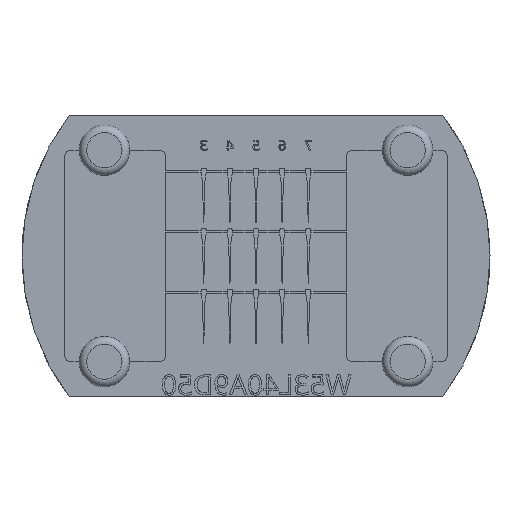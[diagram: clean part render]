
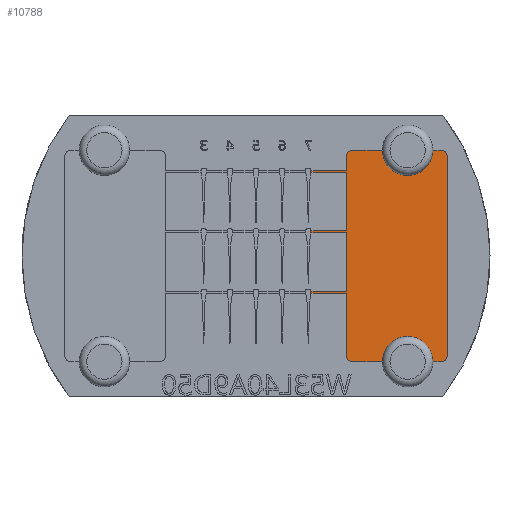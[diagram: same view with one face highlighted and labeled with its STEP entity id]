
A CAD part, top view. The second image highlights one B-rep face of the part: STEP entity #10788.
In plain terms, the highlighted planar face has unit normal (0, 0, 1).
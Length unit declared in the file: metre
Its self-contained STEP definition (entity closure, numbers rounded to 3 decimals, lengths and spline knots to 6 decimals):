
#262=PLANE('',#11564);
#560=CIRCLE('',#11298,0.0025);
#564=CIRCLE('',#11304,0.0025);
#624=CIRCLE('',#11551,0.0006);
#625=CIRCLE('',#11555,0.0006);
#626=CIRCLE('',#11558,0.0006);
#627=CIRCLE('',#11562,0.0006);
#2454=ORIENTED_EDGE('',*,*,#5131,.F.);
#2455=ORIENTED_EDGE('',*,*,#4752,.F.);
#2456=ORIENTED_EDGE('',*,*,#5133,.T.);
#2457=ORIENTED_EDGE('',*,*,#5135,.T.);
#2458=ORIENTED_EDGE('',*,*,#5137,.F.);
#2459=ORIENTED_EDGE('',*,*,#4803,.F.);
#2460=ORIENTED_EDGE('',*,*,#5138,.T.);
#2461=ORIENTED_EDGE('',*,*,#5140,.T.);
#2462=ORIENTED_EDGE('',*,*,#5142,.F.);
#2463=ORIENTED_EDGE('',*,*,#4854,.F.);
#2464=ORIENTED_EDGE('',*,*,#5143,.T.);
#2465=ORIENTED_EDGE('',*,*,#5145,.T.);
#2466=ORIENTED_EDGE('',*,*,#5148,.F.);
#2467=ORIENTED_EDGE('',*,*,#5149,.F.);
#2468=ORIENTED_EDGE('',*,*,#4705,.T.);
#2469=ORIENTED_EDGE('',*,*,#5151,.F.);
#2470=ORIENTED_EDGE('',*,*,#5153,.F.);
#2471=ORIENTED_EDGE('',*,*,#5155,.F.);
#2472=ORIENTED_EDGE('',*,*,#5157,.F.);
#2473=ORIENTED_EDGE('',*,*,#5158,.T.);
#2474=ORIENTED_EDGE('',*,*,#4698,.F.);
#2475=ORIENTED_EDGE('',*,*,#5159,.T.);
#2476=ORIENTED_EDGE('',*,*,#5162,.F.);
#2477=ORIENTED_EDGE('',*,*,#5163,.T.);
#4698=EDGE_CURVE('',#6327,#6328,#560,.T.);
#4705=EDGE_CURVE('',#6333,#6334,#564,.F.);
#4752=EDGE_CURVE('',#6364,#6365,#7276,.T.);
#4803=EDGE_CURVE('',#6398,#6399,#7327,.T.);
#4854=EDGE_CURVE('',#6432,#6433,#7378,.T.);
#5131=EDGE_CURVE('',#6365,#6562,#7597,.T.);
#5133=EDGE_CURVE('',#6364,#6563,#7599,.T.);
#5135=EDGE_CURVE('',#6563,#6564,#7601,.T.);
#5137=EDGE_CURVE('',#6399,#6564,#7603,.T.);
#5138=EDGE_CURVE('',#6398,#6565,#7604,.T.);
#5140=EDGE_CURVE('',#6565,#6566,#7606,.T.);
#5142=EDGE_CURVE('',#6433,#6566,#7608,.T.);
#5143=EDGE_CURVE('',#6432,#6567,#7609,.T.);
#5145=EDGE_CURVE('',#6567,#6568,#7611,.T.);
#5148=EDGE_CURVE('',#6569,#6568,#624,.F.);
#5149=EDGE_CURVE('',#6333,#6569,#7614,.T.);
#5151=EDGE_CURVE('',#6570,#6334,#7616,.T.);
#5153=EDGE_CURVE('',#6571,#6570,#625,.F.);
#5155=EDGE_CURVE('',#6572,#6571,#7619,.T.);
#5157=EDGE_CURVE('',#6573,#6572,#626,.F.);
#5158=EDGE_CURVE('',#6573,#6328,#7621,.T.);
#5159=EDGE_CURVE('',#6327,#6574,#7622,.T.);
#5162=EDGE_CURVE('',#6575,#6574,#627,.F.);
#5163=EDGE_CURVE('',#6575,#6562,#7625,.T.);
#6327=VERTEX_POINT('',#15828);
#6328=VERTEX_POINT('',#15830);
#6333=VERTEX_POINT('',#15844);
#6334=VERTEX_POINT('',#15845);
#6364=VERTEX_POINT('',#15930);
#6365=VERTEX_POINT('',#15932);
#6398=VERTEX_POINT('',#16024);
#6399=VERTEX_POINT('',#16026);
#6432=VERTEX_POINT('',#16118);
#6433=VERTEX_POINT('',#16120);
#6562=VERTEX_POINT('',#16686);
#6563=VERTEX_POINT('',#16690);
#6564=VERTEX_POINT('',#16694);
#6565=VERTEX_POINT('',#16700);
#6566=VERTEX_POINT('',#16704);
#6567=VERTEX_POINT('',#16710);
#6568=VERTEX_POINT('',#16714);
#6569=VERTEX_POINT('',#16718);
#6570=VERTEX_POINT('',#16724);
#6571=VERTEX_POINT('',#16728);
#6572=VERTEX_POINT('',#16732);
#6573=VERTEX_POINT('',#16736);
#6574=VERTEX_POINT('',#16742);
#6575=VERTEX_POINT('',#16746);
#7276=LINE('',#15931,#8420);
#7327=LINE('',#16025,#8471);
#7378=LINE('',#16119,#8522);
#7597=LINE('',#16685,#8741);
#7599=LINE('',#16689,#8743);
#7601=LINE('',#16693,#8745);
#7603=LINE('',#16697,#8747);
#7604=LINE('',#16699,#8748);
#7606=LINE('',#16703,#8750);
#7608=LINE('',#16707,#8752);
#7609=LINE('',#16709,#8753);
#7611=LINE('',#16713,#8755);
#7614=LINE('',#16721,#8758);
#7616=LINE('',#16725,#8760);
#7619=LINE('',#16733,#8763);
#7621=LINE('',#16739,#8765);
#7622=LINE('',#16741,#8766);
#7625=LINE('',#16749,#8769);
#8420=VECTOR('',#12596,1.);
#8471=VECTOR('',#12665,1.);
#8522=VECTOR('',#12734,1.);
#8741=VECTOR('',#13369,1.);
#8743=VECTOR('',#13373,1.);
#8745=VECTOR('',#13377,1.);
#8747=VECTOR('',#13381,1.);
#8748=VECTOR('',#13384,1.);
#8750=VECTOR('',#13388,1.);
#8752=VECTOR('',#13392,1.);
#8753=VECTOR('',#13395,1.);
#8755=VECTOR('',#13399,1.);
#8758=VECTOR('',#13408,1.);
#8760=VECTOR('',#13412,1.);
#8763=VECTOR('',#13421,1.);
#8765=VECTOR('',#13429,1.);
#8766=VECTOR('',#13432,1.);
#8769=VECTOR('',#13441,1.);
#9442=EDGE_LOOP('',(#2454,#2455,#2456,#2457,#2458,#2459,#2460,#2461,#2462,
#2463,#2464,#2465,#2466,#2467,#2468,#2469,#2470,#2471,#2472,#2473,#2474,
#2475,#2476,#2477));
#10052=FACE_BOUND('',#9442,.T.);
#10788=ADVANCED_FACE('',(#10052),#262,.T.);
#11298=AXIS2_PLACEMENT_3D('',#15829,#12513,#12514);
#11304=AXIS2_PLACEMENT_3D('',#15843,#12528,#12529);
#11551=AXIS2_PLACEMENT_3D('',#16719,#13404,#13405);
#11555=AXIS2_PLACEMENT_3D('',#16729,#13416,#13417);
#11558=AXIS2_PLACEMENT_3D('',#16737,#13425,#13426);
#11562=AXIS2_PLACEMENT_3D('',#16747,#13437,#13438);
#11564=AXIS2_PLACEMENT_3D('',#16750,#13442,#13443);
#12513=DIRECTION('',(0.,0.,1.));
#12514=DIRECTION('',(1.,0.,0.));
#12528=DIRECTION('',(0.,0.,1.));
#12529=DIRECTION('',(1.,0.,0.));
#12596=DIRECTION('',(0.,1.,0.));
#12665=DIRECTION('',(0.,1.,0.));
#12734=DIRECTION('',(0.,1.,0.));
#13369=DIRECTION('',(1.,0.,0.));
#13373=DIRECTION('',(1.,0.,0.));
#13377=DIRECTION('',(0.,-1.,0.));
#13381=DIRECTION('',(1.,0.,0.));
#13384=DIRECTION('',(1.,0.,0.));
#13388=DIRECTION('',(0.,-1.,0.));
#13392=DIRECTION('',(1.,0.,0.));
#13395=DIRECTION('',(1.,0.,0.));
#13399=DIRECTION('',(0.,-1.,0.));
#13404=DIRECTION('',(0.,0.,1.));
#13405=DIRECTION('',(1.,0.,0.));
#13408=DIRECTION('',(-1.,0.,0.));
#13412=DIRECTION('',(-1.,0.,0.));
#13416=DIRECTION('',(0.,0.,1.));
#13417=DIRECTION('',(1.,0.,0.));
#13421=DIRECTION('',(0.,-1.,0.));
#13425=DIRECTION('',(0.,0.,1.));
#13426=DIRECTION('',(1.,0.,0.));
#13429=DIRECTION('',(-1.,0.,0.));
#13432=DIRECTION('',(-1.,0.,0.));
#13437=DIRECTION('',(0.,0.,1.));
#13438=DIRECTION('',(1.,0.,0.));
#13441=DIRECTION('',(0.,-1.,0.));
#13442=DIRECTION('',(0.,0.,1.));
#13443=DIRECTION('',(1.,0.,0.));
#15828=CARTESIAN_POINT('',(0.012562,0.0105,0.0023));
#15829=CARTESIAN_POINT('',(0.015062,0.0105,0.0023));
#15830=CARTESIAN_POINT('',(0.017562,0.0105,0.0023));
#15843=CARTESIAN_POINT('',(0.015062,-0.0105,0.0023));
#15844=CARTESIAN_POINT('',(0.012562,-0.0105,0.0023));
#15845=CARTESIAN_POINT('',(0.017562,-0.0105,0.0023));
#15930=CARTESIAN_POINT('',(0.005463,0.008312,0.0023));
#15931=CARTESIAN_POINT('',(0.005463,0.008437,0.0023));
#15932=CARTESIAN_POINT('',(0.005463,0.008487,0.0023));
#16024=CARTESIAN_POINT('',(0.005463,0.002312,0.0023));
#16025=CARTESIAN_POINT('',(0.005463,0.002437,0.0023));
#16026=CARTESIAN_POINT('',(0.005463,0.002487,0.0023));
#16118=CARTESIAN_POINT('',(0.005463,-0.003688,0.0023));
#16119=CARTESIAN_POINT('',(0.005463,-0.003563,0.0023));
#16120=CARTESIAN_POINT('',(0.005463,-0.003513,0.0023));
#16685=CARTESIAN_POINT('',(0.0045,0.008487,0.0023));
#16686=CARTESIAN_POINT('',(0.009,0.008487,0.0023));
#16689=CARTESIAN_POINT('',(0.0045,0.008312,0.0023));
#16690=CARTESIAN_POINT('',(0.009,0.008312,0.0023));
#16693=CARTESIAN_POINT('',(0.009,0.0054,0.0023));
#16694=CARTESIAN_POINT('',(0.009,0.002487,0.0023));
#16697=CARTESIAN_POINT('',(0.0045,0.002487,0.0023));
#16699=CARTESIAN_POINT('',(0.0045,0.002312,0.0023));
#16700=CARTESIAN_POINT('',(0.009,0.002312,0.0023));
#16703=CARTESIAN_POINT('',(0.009,-0.0006,0.0023));
#16704=CARTESIAN_POINT('',(0.009,-0.003513,0.0023));
#16707=CARTESIAN_POINT('',(0.0045,-0.003513,0.0023));
#16709=CARTESIAN_POINT('',(0.0045,-0.003688,0.0023));
#16710=CARTESIAN_POINT('',(0.009,-0.003688,0.0023));
#16713=CARTESIAN_POINT('',(0.009,-0.006794,0.0023));
#16714=CARTESIAN_POINT('',(0.009,-0.0099,0.0023));
#16718=CARTESIAN_POINT('',(0.0096,-0.0105,0.0023));
#16719=CARTESIAN_POINT('',(0.0096,-0.0099,0.0023));
#16721=CARTESIAN_POINT('',(0.014,-0.0105,0.0023));
#16724=CARTESIAN_POINT('',(0.0184,-0.0105,0.0023));
#16725=CARTESIAN_POINT('',(0.014,-0.0105,0.0023));
#16728=CARTESIAN_POINT('',(0.019,-0.0099,0.0023));
#16729=CARTESIAN_POINT('',(0.0184,-0.0099,0.0023));
#16732=CARTESIAN_POINT('',(0.019,0.0099,0.0023));
#16733=CARTESIAN_POINT('',(0.019,0.,0.0023));
#16736=CARTESIAN_POINT('',(0.0184,0.0105,0.0023));
#16737=CARTESIAN_POINT('',(0.0184,0.0099,0.0023));
#16739=CARTESIAN_POINT('',(0.014,0.0105,0.0023));
#16741=CARTESIAN_POINT('',(0.014,0.0105,0.0023));
#16742=CARTESIAN_POINT('',(0.0096,0.0105,0.0023));
#16746=CARTESIAN_POINT('',(0.009,0.0099,0.0023));
#16747=CARTESIAN_POINT('',(0.0096,0.0099,0.0023));
#16749=CARTESIAN_POINT('',(0.009,0.009194,0.0023));
#16750=CARTESIAN_POINT('',(0.,0.,0.0023));
